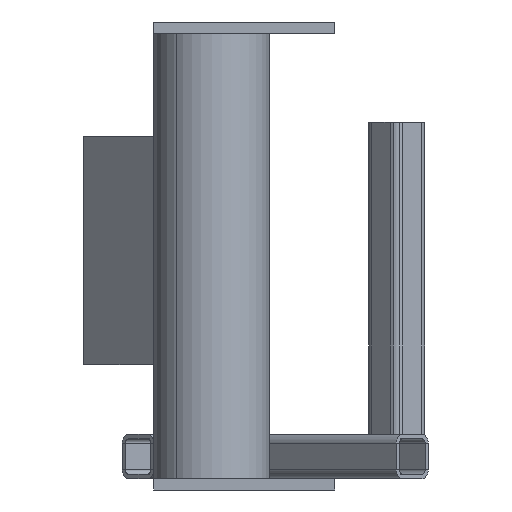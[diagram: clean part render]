
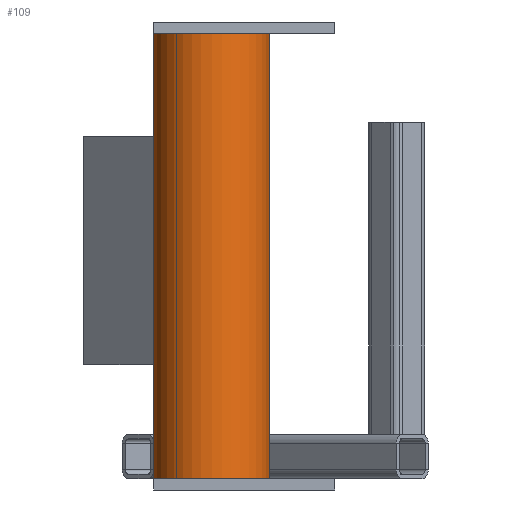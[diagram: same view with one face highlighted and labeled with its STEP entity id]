
A CAD part, left-side view. The second image highlights one B-rep face of the part: STEP entity #109.
In plain terms, the highlighted cylindrical face has radius 52 mm (diameter 104 mm), a partial arc.
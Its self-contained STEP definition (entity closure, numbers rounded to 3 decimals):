
#26 = CARTESIAN_POINT ( 'NONE',  ( 0., 0., 200. ) ) ;
#65 = CARTESIAN_POINT ( 'NONE',  ( 0., 0., -200. ) ) ;
#84 = DIRECTION ( 'NONE',  ( 0., 0., 1. ) ) ;
#109 = ADVANCED_FACE ( 'NONE', ( #2583 ), #2932, .T. ) ;
#146 = VECTOR ( 'NONE', #3374, 1000. ) ;
#447 = AXIS2_PLACEMENT_3D ( 'NONE', #2636, #783, #840 ) ;
#783 = DIRECTION ( 'NONE',  ( 0., 0., -1. ) ) ;
#840 = DIRECTION ( 'NONE',  ( -1., 0., 0. ) ) ;
#883 = ORIENTED_EDGE ( 'NONE', *, *, #2112, .F. ) ;
#1156 = CARTESIAN_POINT ( 'NONE',  ( 0., -52., 200. ) ) ;
#1163 = CARTESIAN_POINT ( 'NONE',  ( 0., 52., -200. ) ) ;
#1173 = ORIENTED_EDGE ( 'NONE', *, *, #3278, .T. ) ;
#1180 = ORIENTED_EDGE ( 'NONE', *, *, #2072, .T. ) ;
#1219 = LINE ( 'NONE', #2168, #146 ) ;
#1245 = DIRECTION ( 'NONE',  ( 0., 0., 1. ) ) ;
#1286 = LINE ( 'NONE', #2180, #2987 ) ;
#1509 = AXIS2_PLACEMENT_3D ( 'NONE', #65, #1245, #2514 ) ;
#1591 = CIRCLE ( 'NONE', #1978, 52. ) ;
#1978 = AXIS2_PLACEMENT_3D ( 'NONE', #26, #84, #3695 ) ;
#2072 = EDGE_CURVE ( 'NONE', #3475, #3116, #3218, .T. ) ;
#2112 = EDGE_CURVE ( 'NONE', #2768, #3116, #1286, .T. ) ;
#2149 = EDGE_CURVE ( 'NONE', #3693, #2768, #1591, .T. ) ;
#2168 = CARTESIAN_POINT ( 'NONE',  ( 0., -52., 200. ) ) ;
#2180 = CARTESIAN_POINT ( 'NONE',  ( 0., 52., 200. ) ) ;
#2227 = CARTESIAN_POINT ( 'NONE',  ( 0., -52., -200. ) ) ;
#2514 = DIRECTION ( 'NONE',  ( -1., 0., 0. ) ) ;
#2583 = FACE_OUTER_BOUND ( 'NONE', #2868, .T. ) ;
#2636 = CARTESIAN_POINT ( 'NONE',  ( 0., 0., 200. ) ) ;
#2768 = VERTEX_POINT ( 'NONE', #2784 ) ;
#2784 = CARTESIAN_POINT ( 'NONE',  ( 0., 52., 200. ) ) ;
#2868 = EDGE_LOOP ( 'NONE', ( #1180, #883, #3662, #1173 ) ) ;
#2932 = CYLINDRICAL_SURFACE ( 'NONE', #447, 52. ) ;
#2987 = VECTOR ( 'NONE', #3334, 1000. ) ;
#3116 = VERTEX_POINT ( 'NONE', #1163 ) ;
#3218 = CIRCLE ( 'NONE', #1509, 52. ) ;
#3278 = EDGE_CURVE ( 'NONE', #3693, #3475, #1219, .T. ) ;
#3334 = DIRECTION ( 'NONE',  ( 0., 0., -1. ) ) ;
#3374 = DIRECTION ( 'NONE',  ( 0., 0., -1. ) ) ;
#3475 = VERTEX_POINT ( 'NONE', #2227 ) ;
#3662 = ORIENTED_EDGE ( 'NONE', *, *, #2149, .F. ) ;
#3693 = VERTEX_POINT ( 'NONE', #1156 ) ;
#3695 = DIRECTION ( 'NONE',  ( -1., 0., 0. ) ) ;
